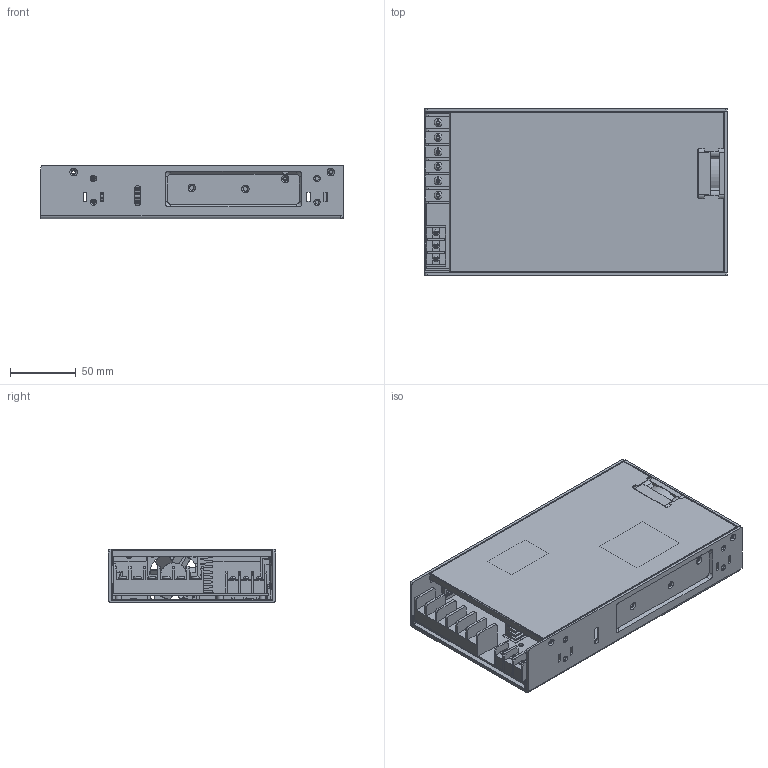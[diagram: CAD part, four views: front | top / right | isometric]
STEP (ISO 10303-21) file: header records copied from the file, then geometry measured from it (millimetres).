
FILE_DESCRIPTION(('Creo Elements/Direct Modeling STEP Export'),'2;1');
FILE_NAME('RSP-500.stp','2017-07-25T 9:13:04',(''),(''),'PTC Creo Elements/Direct Modeling STEP processor for AP214 (Solid Model)','PTC Creo Elements/Direct Modeling 19.0 09-May-2014 (C) Parametric Technology GmbH','');
FILE_SCHEMA(('AUTOMOTIVE_DESIGN { 1 0 10303 214 1 1 1 1 }'));
Length unit declared in the file: millimetre
Products named in the file (38): 231; p2; ffff.1.1; HS1; p3; PCB; MY1; YS047W; ˋTˋwéK2; a1.1; 26D77668-81B1-466B-87E3-FC1E3B3698CD; SW3dPS-fan-40x40x15.STEP; a2.1.1; a1; M3-7L; ÊU£\; BASE; MOS15.5x10.2.1.1; MOS15.5x10.1.1.1.3.2; MOS15.5x10.1.1.1.2.1; MOS; a2; FAN-ALL; a3; tn.1.1.1; a4; dd.1.1.1; p1.1; dd.1.1.1.1; ˋTˋwÛy; JS100107; pcb-2; uu.3; p4; rsp-500
Assembly tree (49 placements, depth 5):
  rsp-500
    p4
    uu.3
    pcb-2
      JS100107
    ˋTˋwÛy
    dd.1.1.1.1
    p1.1
    dd.1.1.1
    a4
      tn.1.1.1
    a3
      a1
        FAN-ALL
      a2
        MOS
          MOS15.5x10.1.1.1.3.2  x7
          MOS15.5x10.1.1.1.2.1  x2
          MOS15.5x10.2.1.1  x2
      BASE
        M3-7L  x5
        p2
        ÊU£\
        a1
    a2.1.1
      SW3dPS-fan-40x40x15.STEP
        26D77668-81B1-466B-87E3-FC1E3B3698CD
    a1.1
      ˋTˋwéK2
    YS047W
    MY1
    PCB
    p3
    HS1
      p2
    ffff.1.1
    p2
    231
Bounding box: 230 x 127 x 40.5 mm (x, y, z)
Volume: 234378.4 mm3; surface area: 327064.3 mm2
Topology: 31 solids, 31 shells, 1578 faces, 3939 edges, 2539 vertices
Faces by surface type: plane 887, cylinder 555, torus 100, cone 36
Entity records: 41261 total; most frequent: CARTESIAN_POINT 9052, ORIENTED_EDGE 6702, DIRECTION 6000, EDGE_CURVE 3351, VERTEX_POINT 2147, AXIS2_PLACEMENT_3D 2012, VECTOR 1976, LINE 1976
